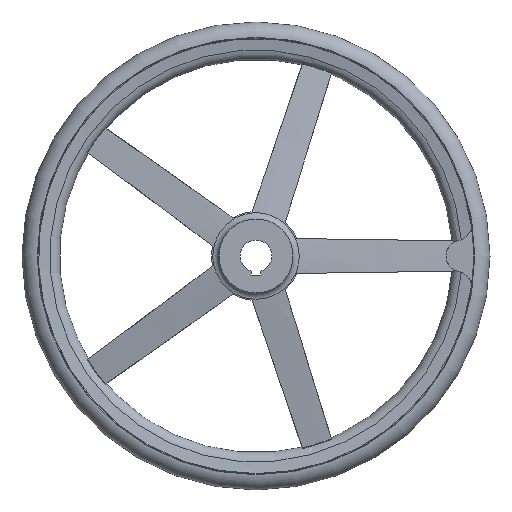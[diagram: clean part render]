
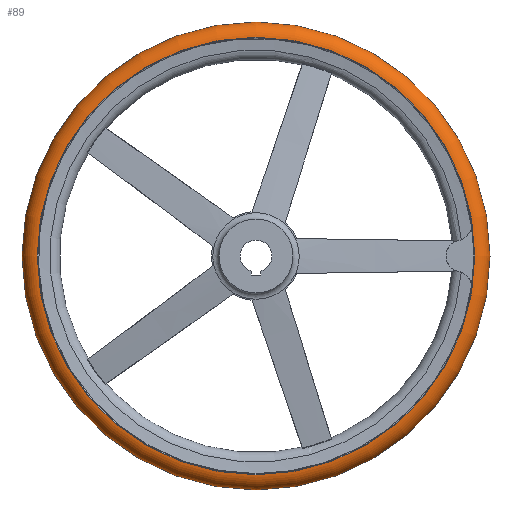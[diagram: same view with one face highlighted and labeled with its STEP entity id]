
A CAD part, front view. The second image highlights one B-rep face of the part: STEP entity #89.
In plain terms, the highlighted toroidal (fillet/blend) face has major radius 233 mm and minor radius 17 mm.
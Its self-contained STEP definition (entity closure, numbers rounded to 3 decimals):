
#89 = ADVANCED_FACE( '', ( #230, #231, #232 ), #233, .T. );
#230 = FACE_BOUND( '', #445, .T. );
#231 = FACE_OUTER_BOUND( '', #446, .T. );
#232 = FACE_OUTER_BOUND( '', #447, .T. );
#233 = TOROIDAL_SURFACE( '', #448, 233., 17. );
#445 = VERTEX_LOOP( '', #699 );
#446 = EDGE_LOOP( '', ( #700 ) );
#447 = EDGE_LOOP( '', ( #701 ) );
#448 = AXIS2_PLACEMENT_3D( '', #702, #703, #704 );
#699 = VERTEX_POINT( '', #1256 );
#700 = ORIENTED_EDGE( '', *, *, #1257, .T. );
#701 = ORIENTED_EDGE( '', *, *, #1258, .F. );
#702 = CARTESIAN_POINT( '', ( 0., 55., 0. ) );
#703 = DIRECTION( '', ( 0., -1., 0. ) );
#704 = DIRECTION( '', ( 0., 0., -1. ) );
#1256 = CARTESIAN_POINT( '', ( 0., 55., -250. ) );
#1257 = EDGE_CURVE( '', #1488, #1488, #1489, .T. );
#1258 = EDGE_CURVE( '', #1490, #1490, #1491, .T. );
#1488 = VERTEX_POINT( '', #1849 );
#1489 = CIRCLE( '', #1850, 233.708 );
#1490 = VERTEX_POINT( '', #1851 );
#1491 = CIRCLE( '', #1852, 233.708 );
#1849 = CARTESIAN_POINT( '', ( 0., 71.985, -233.708 ) );
#1850 = AXIS2_PLACEMENT_3D( '', #2825, #2826, #2827 );
#1851 = CARTESIAN_POINT( '', ( 0., 38.015, -233.708 ) );
#1852 = AXIS2_PLACEMENT_3D( '', #2828, #2829, #2830 );
#2825 = CARTESIAN_POINT( '', ( 0., 71.985, 0. ) );
#2826 = DIRECTION( '', ( 0., -1., 0. ) );
#2827 = DIRECTION( '', ( 0., 0., -1. ) );
#2828 = CARTESIAN_POINT( '', ( 0., 38.015, 0. ) );
#2829 = DIRECTION( '', ( 0., -1., 0. ) );
#2830 = DIRECTION( '', ( 0., 0., -1. ) );
